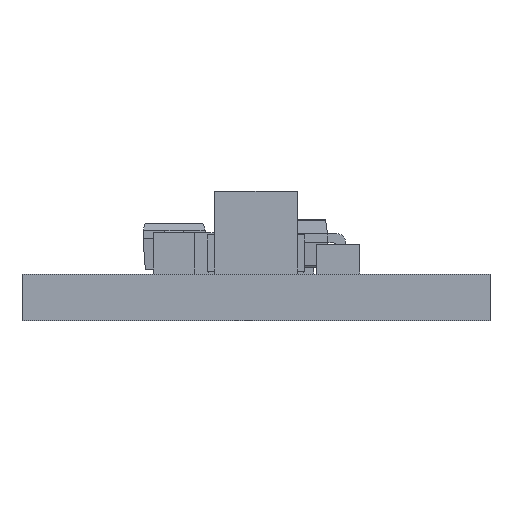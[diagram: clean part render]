
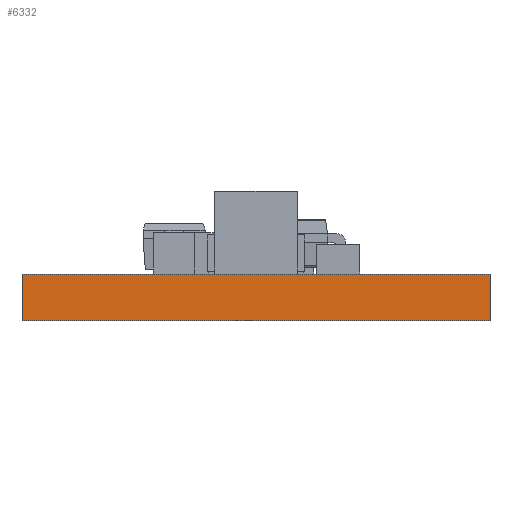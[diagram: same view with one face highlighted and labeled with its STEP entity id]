
A CAD part, front view. The second image highlights one B-rep face of the part: STEP entity #6332.
In plain terms, the highlighted planar face has unit normal (0, -1, 0).
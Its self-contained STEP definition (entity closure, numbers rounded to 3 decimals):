
#3348 = CARTESIAN_POINT ( 'NONE',  ( 0., 0., 0. ) ) ;
#4068 = VECTOR ( 'NONE', #21271, 1000. ) ;
#4188 = LINE ( 'NONE', #3348, #13769 ) ;
#4189 = ORIENTED_EDGE ( 'NONE', *, *, #8642, .F. ) ;
#4752 = ORIENTED_EDGE ( 'NONE', *, *, #20963, .F. ) ;
#6332 = ADVANCED_FACE ( 'NONE', ( #6696 ), #8267, .F. ) ;
#6696 = FACE_OUTER_BOUND ( 'NONE', #7452, .T. ) ;
#7452 = EDGE_LOOP ( 'NONE', ( #7903, #4189, #4752, #29729 ) ) ;
#7903 = ORIENTED_EDGE ( 'NONE', *, *, #20194, .T. ) ;
#8267 = PLANE ( 'NONE',  #30341 ) ;
#8642 = EDGE_CURVE ( 'NONE', #34110, #9183, #18675, .T. ) ;
#9183 = VERTEX_POINT ( 'NONE', #14421 ) ;
#10113 = EDGE_CURVE ( 'NONE', #25409, #28712, #27505, .T. ) ;
#11187 = DIRECTION ( 'NONE',  ( 0., 0., 1. ) ) ;
#11622 = VECTOR ( 'NONE', #22091, 1000. ) ;
#13769 = VECTOR ( 'NONE', #19152, 1000. ) ;
#14421 = CARTESIAN_POINT ( 'NONE',  ( 10.16, 0., 0. ) ) ;
#16076 = CARTESIAN_POINT ( 'NONE',  ( 0., 0., 1.016 ) ) ;
#16659 = CARTESIAN_POINT ( 'NONE',  ( 0., 0., 0. ) ) ;
#17573 = CARTESIAN_POINT ( 'NONE',  ( 0., 0., 1.016 ) ) ;
#17698 = VECTOR ( 'NONE', #23013, 1000. ) ;
#18675 = LINE ( 'NONE', #22452, #11622 ) ;
#19135 = CARTESIAN_POINT ( 'NONE',  ( 10.16, 0., 1.016 ) ) ;
#19152 = DIRECTION ( 'NONE',  ( 1., 0., 0. ) ) ;
#20194 = EDGE_CURVE ( 'NONE', #28712, #9183, #4188, .T. ) ;
#20963 = EDGE_CURVE ( 'NONE', #25409, #34110, #23606, .T. ) ;
#21271 = DIRECTION ( 'NONE',  ( 1., 0., 0. ) ) ;
#22091 = DIRECTION ( 'NONE',  ( 0., 0., -1. ) ) ;
#22452 = CARTESIAN_POINT ( 'NONE',  ( 10.16, 0., 1.016 ) ) ;
#23013 = DIRECTION ( 'NONE',  ( 0., 0., -1. ) ) ;
#23606 = LINE ( 'NONE', #31508, #4068 ) ;
#25409 = VERTEX_POINT ( 'NONE', #26948 ) ;
#26948 = CARTESIAN_POINT ( 'NONE',  ( 0., 0., 1.016 ) ) ;
#27505 = LINE ( 'NONE', #17573, #17698 ) ;
#28712 = VERTEX_POINT ( 'NONE', #16659 ) ;
#29326 = DIRECTION ( 'NONE',  ( 0., 1., 0. ) ) ;
#29729 = ORIENTED_EDGE ( 'NONE', *, *, #10113, .T. ) ;
#30341 = AXIS2_PLACEMENT_3D ( 'NONE', #16076, #29326, #11187 ) ;
#31508 = CARTESIAN_POINT ( 'NONE',  ( 0., 0., 1.016 ) ) ;
#34110 = VERTEX_POINT ( 'NONE', #19135 ) ;
